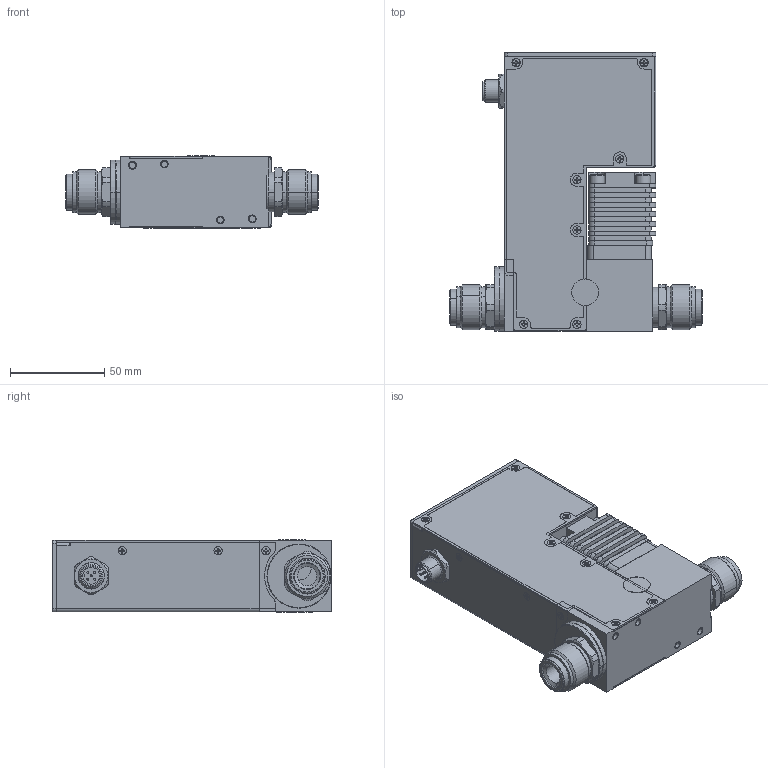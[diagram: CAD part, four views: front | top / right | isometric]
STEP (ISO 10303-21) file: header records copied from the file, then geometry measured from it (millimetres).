
FILE_DESCRIPTION((''),'2;1');
FILE_NAME('1033408_DNET_ASM','2011-09-15T',('cockrofm'),('MKS Instruments, Inc.'),'PRO/ENGINEER BY PARAMETRIC TECHNOLOGY CORPORATION, 2009060','PRO/ENGINEER BY PARAMETRIC TECHNOLOGY CORPORATION, 2009060','');
FILE_SCHEMA(('CONFIG_CONTROL_DESIGN'));
Length unit declared in the file: inch
Products named in the file (40): 1040299; 128530_FERRULE; 1033403-001_DNET; 1033403-001_ASM; 114-9989_CONN_RJ45; 1032180_DNET_PWR-BD_ASM; 1032729-001; 1033264_MOTT_FILTER; 1032656_FRT_COVER; 1040486_ORIFICE; 128291_BELLOWS_ASSY_ASM; P250_VALVE_ASM; 160-9715; 1033401_BYPASS_ASM; 1033379_CAP; 1033380_FITTING; 1033381_INLET_WELDMENT_ASM; 1020465_PWB_DISPLAY; 043-7916_DISPLAY; 044-8533_LED-INDICATOR; 1020478_FLEX_CONN_10; 1020466_CCA_DISPLAY_ASM; 1034027_LABEL_FRT; 1034028_LABEL_REAR; 1034029-001; 160-0086; 160-3758; 1033546_FITTING; 185-7812_SPLIT-LCK; 1032904_DNET-CONN; 133675_DNET_CONN_NUT; 1040710_GASKET-EMI_ASSEMBLED; 122676; 122675; 1035449-002; 1044001_CAP; 1033286_ENCL_CAP; 1033274_ENCLOSURE; 160-3608; 1033408_DNET_ASM
Assembly tree (61 placements, depth 3):
  1033408_DNET_ASM
    1040299
    128530_FERRULE  x2
    1033403-001_ASM
      1033403-001_DNET
    1032180_DNET_PWR-BD_ASM
      114-9989_CONN_RJ45
    1032729-001
    1033264_MOTT_FILTER
    1032656_FRT_COVER
    1040486_ORIFICE
    P250_VALVE_ASM
      128291_BELLOWS_ASSY_ASM
    160-9715  x10
    1033401_BYPASS_ASM
    1033381_INLET_WELDMENT_ASM
      1033379_CAP
      1033380_FITTING
    1020466_CCA_DISPLAY_ASM
      1020465_PWB_DISPLAY
      043-7916_DISPLAY
      044-8533_LED-INDICATOR  x2
      1020478_FLEX_CONN_10
    1034027_LABEL_FRT
    1034028_LABEL_REAR
    1034029-001
    160-0086  x4
    160-3758  x2
    1033546_FITTING
    185-7812_SPLIT-LCK  x4
    1032904_DNET-CONN
    133675_DNET_CONN_NUT
    1040710_GASKET-EMI_ASSEMBLED  x2
    122676
    122675
    1035449-002
    1044001_CAP
    1033286_ENCL_CAP
    1033274_ENCLOSURE
    160-3608  x4
Bounding box: 134.12 x 147.57 x 38.46 mm (x, y, z)
Volume: 195739.4 mm3; surface area: 167499.9 mm2
Topology: 54 solids, 84 shells, 2749 faces, 7331 edges, 4440 vertices
Faces by surface type: plane 1160, cylinder 709, bspline 658, cone 188, torus 30, sphere 4
Entity records: 67270 total; most frequent: CARTESIAN_POINT 17041, DIRECTION 10345, ORIENTED_EDGE 10186, EDGE_CURVE 5153, AXIS2_PLACEMENT_3D 3517, VERTEX_POINT 3421, VECTOR 3311, LINE 3311
